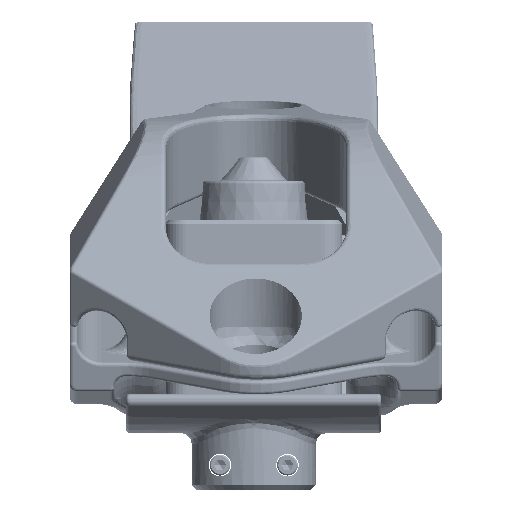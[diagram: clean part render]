
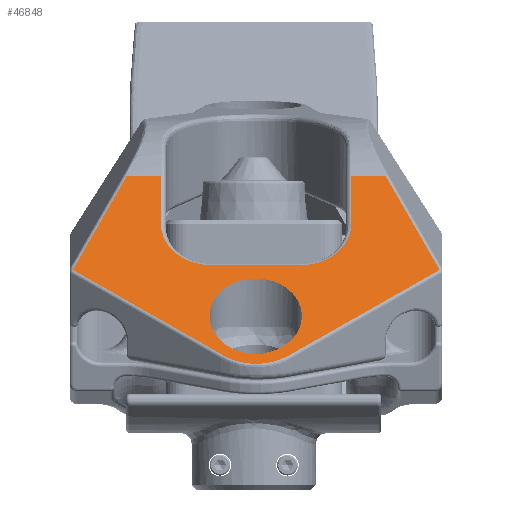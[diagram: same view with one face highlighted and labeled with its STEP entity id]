
A CAD part, front view. The second image highlights one B-rep face of the part: STEP entity #46848.
In plain terms, the highlighted face is planar.
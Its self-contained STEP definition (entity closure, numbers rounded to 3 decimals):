
#2020=FACE_BOUND('',#7690,.T.);
#2523=PLANE('',#51967);
#4807=FACE_OUTER_BOUND('',#7689,.T.);
#7689=EDGE_LOOP('',(#39288,#39289,#39290,#39291,#39292,#39293,#39294,#39295,
#39296,#39297,#39298,#39299,#39300,#39301,#39302,#39303));
#7690=EDGE_LOOP('',(#39304,#39305));
#8955=ELLIPSE('',#51957,4.157,3.6);
#8956=ELLIPSE('',#51968,9.35,8.097);
#8957=ELLIPSE('',#51969,8.141,7.05);
#8958=ELLIPSE('',#51970,8.141,7.05);
#8959=ELLIPSE('',#51971,8.141,7.05);
#8960=ELLIPSE('',#51972,8.141,7.05);
#8961=ELLIPSE('',#51973,7.506,6.5);
#10867=LINE('',#192132,#13916);
#10868=LINE('',#192134,#13917);
#10869=LINE('',#192136,#13918);
#10870=LINE('',#192138,#13919);
#10871=LINE('',#192140,#13920);
#10872=LINE('',#192144,#13921);
#10873=LINE('',#192146,#13922);
#10874=LINE('',#192148,#13923);
#10875=LINE('',#192150,#13924);
#10876=LINE('',#192152,#13925);
#10877=LINE('',#192158,#13926);
#13916=VECTOR('',#63129,10.);
#13917=VECTOR('',#63130,10.);
#13918=VECTOR('',#63131,10.);
#13919=VECTOR('',#63132,10.);
#13920=VECTOR('',#63133,10.);
#13921=VECTOR('',#63136,10.);
#13922=VECTOR('',#63137,10.);
#13923=VECTOR('',#63138,10.);
#13924=VECTOR('',#63139,10.);
#13925=VECTOR('',#63140,10.);
#13926=VECTOR('',#63145,10.);
#20994=VERTEX_POINT('',#191755);
#20995=VERTEX_POINT('',#191757);
#21008=VERTEX_POINT('',#192130);
#21009=VERTEX_POINT('',#192131);
#21010=VERTEX_POINT('',#192133);
#21011=VERTEX_POINT('',#192135);
#21012=VERTEX_POINT('',#192137);
#21013=VERTEX_POINT('',#192139);
#21014=VERTEX_POINT('',#192141);
#21015=VERTEX_POINT('',#192143);
#21016=VERTEX_POINT('',#192145);
#21017=VERTEX_POINT('',#192147);
#21018=VERTEX_POINT('',#192149);
#21019=VERTEX_POINT('',#192151);
#21020=VERTEX_POINT('',#192153);
#21021=VERTEX_POINT('',#192155);
#21022=VERTEX_POINT('',#192157);
#21023=VERTEX_POINT('',#192159);
#27275=EDGE_CURVE('',#20995,#20994,#8955,.T.);
#27297=EDGE_CURVE('',#21008,#21009,#10867,.T.);
#27298=EDGE_CURVE('',#21008,#21010,#10868,.T.);
#27299=EDGE_CURVE('',#21011,#21010,#10869,.T.);
#27300=EDGE_CURVE('',#21012,#21011,#10870,.T.);
#27301=EDGE_CURVE('',#21013,#21012,#10871,.T.);
#27302=EDGE_CURVE('',#21014,#21013,#8956,.T.);
#27303=EDGE_CURVE('',#21015,#21014,#10872,.T.);
#27304=EDGE_CURVE('',#21016,#21015,#10873,.T.);
#27305=EDGE_CURVE('',#21017,#21016,#10874,.T.);
#27306=EDGE_CURVE('',#21017,#21018,#10875,.T.);
#27307=EDGE_CURVE('',#21019,#21018,#10876,.T.);
#27308=EDGE_CURVE('',#21020,#21019,#8957,.T.);
#27309=EDGE_CURVE('',#21021,#21020,#8958,.T.);
#27310=EDGE_CURVE('',#21022,#21021,#10877,.T.);
#27311=EDGE_CURVE('',#21023,#21022,#8959,.T.);
#27312=EDGE_CURVE('',#21009,#21023,#8960,.T.);
#27313=EDGE_CURVE('',#20994,#20995,#8961,.T.);
#39288=ORIENTED_EDGE('',*,*,#27297,.F.);
#39289=ORIENTED_EDGE('',*,*,#27298,.T.);
#39290=ORIENTED_EDGE('',*,*,#27299,.F.);
#39291=ORIENTED_EDGE('',*,*,#27300,.F.);
#39292=ORIENTED_EDGE('',*,*,#27301,.F.);
#39293=ORIENTED_EDGE('',*,*,#27302,.F.);
#39294=ORIENTED_EDGE('',*,*,#27303,.F.);
#39295=ORIENTED_EDGE('',*,*,#27304,.F.);
#39296=ORIENTED_EDGE('',*,*,#27305,.F.);
#39297=ORIENTED_EDGE('',*,*,#27306,.T.);
#39298=ORIENTED_EDGE('',*,*,#27307,.F.);
#39299=ORIENTED_EDGE('',*,*,#27308,.F.);
#39300=ORIENTED_EDGE('',*,*,#27309,.F.);
#39301=ORIENTED_EDGE('',*,*,#27310,.F.);
#39302=ORIENTED_EDGE('',*,*,#27311,.F.);
#39303=ORIENTED_EDGE('',*,*,#27312,.F.);
#39304=ORIENTED_EDGE('',*,*,#27275,.T.);
#39305=ORIENTED_EDGE('',*,*,#27313,.T.);
#46848=ADVANCED_FACE('',(#4807,#2020),#2523,.F.);
#51957=AXIS2_PLACEMENT_3D('',#191758,#63102,#63103);
#51967=AXIS2_PLACEMENT_3D('',#192129,#63127,#63128);
#51968=AXIS2_PLACEMENT_3D('',#192142,#63134,#63135);
#51969=AXIS2_PLACEMENT_3D('',#192154,#63141,#63142);
#51970=AXIS2_PLACEMENT_3D('',#192156,#63143,#63144);
#51971=AXIS2_PLACEMENT_3D('',#192160,#63146,#63147);
#51972=AXIS2_PLACEMENT_3D('',#192161,#63148,#63149);
#51973=AXIS2_PLACEMENT_3D('',#192162,#63150,#63151);
#63102=DIRECTION('center_axis',(-0.656,0.755,0.));
#63103=DIRECTION('ref_axis',(-0.755,-0.656,0.));
#63127=DIRECTION('center_axis',(-0.656,0.755,0.));
#63128=DIRECTION('ref_axis',(-0.755,-0.656,0.));
#63129=DIRECTION('',(0.755,0.656,0.));
#63130=DIRECTION('',(0.,0.,-1.));
#63131=DIRECTION('',(-0.699,-0.608,0.377));
#63132=DIRECTION('',(-0.755,-0.656,0.));
#63133=DIRECTION('',(-0.473,-0.411,-0.78));
#63134=DIRECTION('center_axis',(-0.656,0.755,0.));
#63135=DIRECTION('ref_axis',(0.755,0.656,0.));
#63136=DIRECTION('',(0.473,0.411,-0.78));
#63137=DIRECTION('',(0.755,0.656,0.));
#63138=DIRECTION('',(0.699,0.608,0.377));
#63139=DIRECTION('',(0.,0.,-1.));
#63140=DIRECTION('',(-0.755,-0.656,0.));
#63141=DIRECTION('center_axis',(0.656,-0.755,0.));
#63142=DIRECTION('ref_axis',(0.755,0.656,0.));
#63143=DIRECTION('center_axis',(0.656,-0.755,0.));
#63144=DIRECTION('ref_axis',(0.755,0.656,0.));
#63145=DIRECTION('',(0.,0.,1.));
#63146=DIRECTION('center_axis',(0.656,-0.755,0.));
#63147=DIRECTION('ref_axis',(0.755,0.656,0.));
#63148=DIRECTION('center_axis',(0.656,-0.755,0.));
#63149=DIRECTION('ref_axis',(0.755,0.656,0.));
#63150=DIRECTION('center_axis',(-0.656,0.755,0.));
#63151=DIRECTION('ref_axis',(-0.755,-0.656,0.));
#191755=CARTESIAN_POINT('',(25.942,1.432,14.701));
#191757=CARTESIAN_POINT('',(25.942,1.432,17.17));
#191758=CARTESIAN_POINT('Origin',(22.995,-1.13,15.935));
#192129=CARTESIAN_POINT('Origin',(20.375,-3.407,34.25));
#192130=CARTESIAN_POINT('',(-0.665,-21.697,2.6));
#192131=CARTESIAN_POINT('',(6.562,-15.415,2.6));
#192132=CARTESIAN_POINT('',(8.683,-13.571,2.6));
#192133=CARTESIAN_POINT('',(-0.665,-21.697,-2.25));
#192134=CARTESIAN_POINT('',(-0.665,-21.697,34.25));
#192135=CARTESIAN_POINT('',(13.233,-9.616,-9.75));
#192136=CARTESIAN_POINT('',(4.655,-17.072,-5.121));
#192137=CARTESIAN_POINT('',(13.486,-9.396,-9.75));
#192138=CARTESIAN_POINT('',(15.416,-7.718,-9.75));
#192139=CARTESIAN_POINT('',(26.295,1.738,11.376));
#192140=CARTESIAN_POINT('',(29.709,4.707,17.007));
#192141=CARTESIAN_POINT('',(26.295,1.738,20.624));
#192142=CARTESIAN_POINT('Origin',(20.502,-3.297,16.));
#192143=CARTESIAN_POINT('',(13.486,-9.396,41.75));
#192144=CARTESIAN_POINT('',(17.559,-5.855,35.032));
#192145=CARTESIAN_POINT('',(13.233,-9.616,41.75));
#192146=CARTESIAN_POINT('',(15.416,-7.718,41.75));
#192147=CARTESIAN_POINT('',(-0.665,-21.697,34.25));
#192148=CARTESIAN_POINT('',(5.335,-16.482,37.488));
#192149=CARTESIAN_POINT('',(-0.665,-21.697,29.4));
#192150=CARTESIAN_POINT('',(-0.665,-21.697,34.25));
#192151=CARTESIAN_POINT('',(6.562,-15.415,29.4));
#192152=CARTESIAN_POINT('',(15.219,-7.89,29.4));
#192153=CARTESIAN_POINT('',(7.433,-14.658,29.329));
#192154=CARTESIAN_POINT('Origin',(6.562,-15.415,22.35));
#192155=CARTESIAN_POINT('',(12.706,-10.074,22.35));
#192156=CARTESIAN_POINT('Origin',(6.562,-15.415,22.35));
#192157=CARTESIAN_POINT('',(12.706,-10.074,9.65));
#192158=CARTESIAN_POINT('',(12.706,-10.074,19.625));
#192159=CARTESIAN_POINT('',(7.433,-14.658,2.671));
#192160=CARTESIAN_POINT('Origin',(6.562,-15.415,9.65));
#192161=CARTESIAN_POINT('Origin',(6.562,-15.415,9.65));
#192162=CARTESIAN_POINT('Origin',(20.381,-3.402,15.935));
